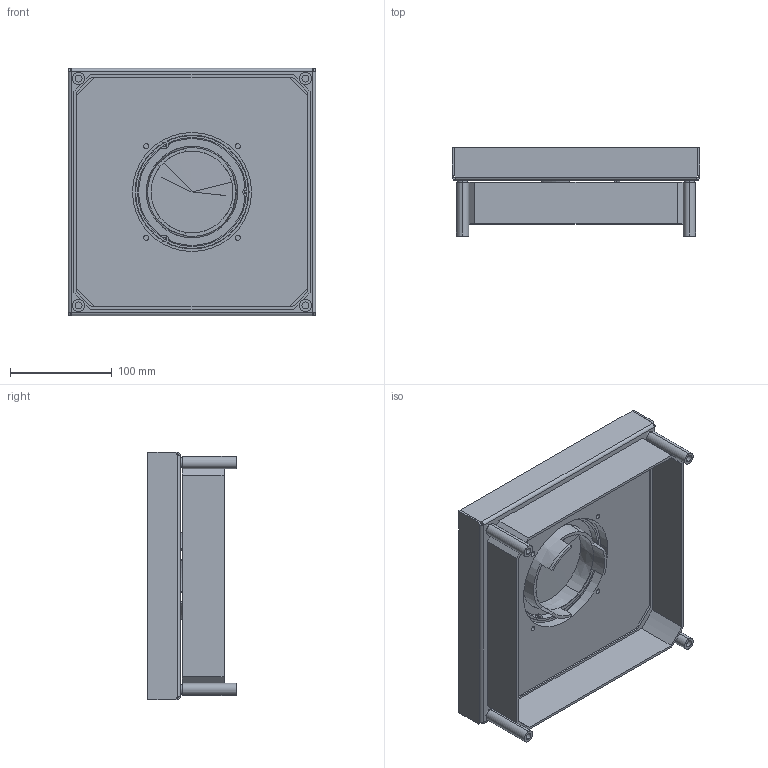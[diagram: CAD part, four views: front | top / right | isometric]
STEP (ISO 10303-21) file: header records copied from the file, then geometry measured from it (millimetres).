
FILE_DESCRIPTION((''),'2;1');
FILE_NAME('T-00947_ASM','2022-10-19T07:31:28',('letterg'),(''),'CREO PARAMETRIC BY PTC INC, 2022024','CREO PARAMETRIC BY PTC INC, 2022024','');
FILE_SCHEMA(('AUTOMOTIVE_DESIGN { 1 0 10303 214 1 1 1 1 }'));
Length unit declared in the file: millimetre
Products named in the file (12): T-00627; T-00632; T-00625; T-00824_ASM; T-00721GEN; T-00720GEN; T-G00076; T-00791GEN_ASM; T-00634; T-00874_ASM; T-00618; T-00947_ASM
Assembly tree (14 placements, depth 4):
  T-00947_ASM
    T-00824_ASM
      T-00627
      T-00632  x4
      T-00625
    T-00874_ASM
      T-00791GEN_ASM
        T-00721GEN
        T-00720GEN
        T-G00076
      T-00634
    T-00618
Bounding box: 243 x 87 x 243 mm (x, y, z)
Volume: 817550.4 mm3; surface area: 455967.3 mm2
Topology: 11 solids, 11 shells, 261 faces, 607 edges, 379 vertices
Faces by surface type: plane 144, cylinder 107, cone 10
Entity records: 8282 total; most frequent: DIRECTION 1240, CARTESIAN_POINT 1160, ORIENTED_EDGE 1066, EDGE_CURVE 533, AXIS2_PLACEMENT_3D 445, VECTOR 350, LINE 350, VERTEX_POINT 331
